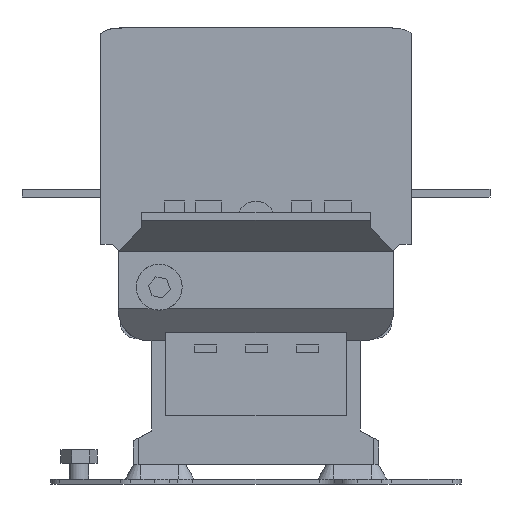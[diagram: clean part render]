
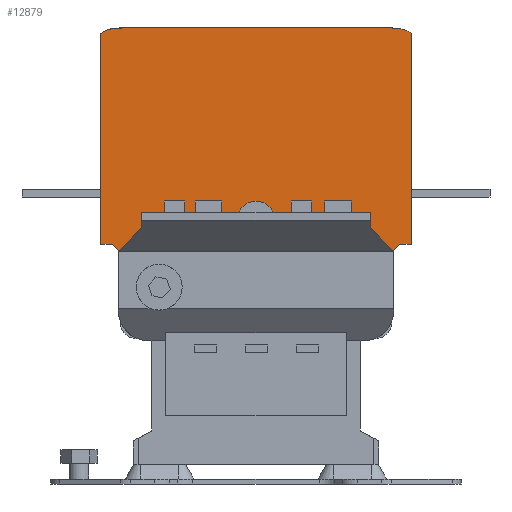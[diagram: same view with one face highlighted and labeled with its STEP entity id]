
A CAD part, front view. The second image highlights one B-rep face of the part: STEP entity #12879.
In plain terms, the highlighted planar face has unit normal (0, -1, 0).
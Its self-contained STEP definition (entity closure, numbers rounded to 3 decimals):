
#906 = CARTESIAN_POINT ( 'NONE',  ( -79., -305.627, 122. ) ) ;
#925 = LINE ( 'NONE', #12298, #22039 ) ;
#959 = VERTEX_POINT ( 'NONE', #5788 ) ;
#1129 = DIRECTION ( 'NONE',  ( 1., 0., 0. ) ) ;
#1282 = CARTESIAN_POINT ( 'NONE',  ( -58., -305.627, 130.359 ) ) ;
#1368 = VECTOR ( 'NONE', #17905, 1000. ) ;
#2865 = EDGE_CURVE ( 'NONE', #959, #14742, #13618, .T. ) ;
#2932 = DIRECTION ( 'NONE',  ( -1., 0., 0. ) ) ;
#3015 = LINE ( 'NONE', #5076, #12335 ) ;
#3038 = ORIENTED_EDGE ( 'NONE', *, *, #12682, .T. ) ;
#3067 = LINE ( 'NONE', #24152, #13921 ) ;
#3154 = VECTOR ( 'NONE', #20542, 1000. ) ;
#3191 = CARTESIAN_POINT ( 'NONE',  ( -67.532, -305.627, 232. ) ) ;
#3425 = CARTESIAN_POINT ( 'NONE',  ( -79., -305.627, 122. ) ) ;
#3494 = VERTEX_POINT ( 'NONE', #22264 ) ;
#4843 = CARTESIAN_POINT ( 'NONE',  ( -69.679, -305.627, 118.679 ) ) ;
#5020 = DIRECTION ( 'NONE',  ( 0., 1., 0. ) ) ;
#5076 = CARTESIAN_POINT ( 'NONE',  ( 0., -305.627, 138. ) ) ;
#5788 = CARTESIAN_POINT ( 'NONE',  ( 67.532, -305.627, 232. ) ) ;
#5856 = EDGE_CURVE ( 'NONE', #21735, #13115, #9673, .T. ) ;
#5951 = VERTEX_POINT ( 'NONE', #12801 ) ;
#6229 = ORIENTED_EDGE ( 'NONE', *, *, #15864, .F. ) ;
#6537 = VECTOR ( 'NONE', #2932, 1000. ) ;
#6553 = CIRCLE ( 'NONE', #11873, 9.671 ) ;
#6637 = B_SPLINE_CURVE_WITH_KNOTS ( 'NONE', 2,
 ( #10778, #16847, #10952 ),
 .UNSPECIFIED., .F., .F.,
 ( 3, 3 ),
 ( 0., 1. ),
 .UNSPECIFIED. ) ;
#6644 = VERTEX_POINT ( 'NONE', #15931 ) ;
#6645 = ORIENTED_EDGE ( 'NONE', *, *, #24135, .T. ) ;
#6821 = CARTESIAN_POINT ( 'NONE',  ( 0., -305.627, 134.179 ) ) ;
#6964 = EDGE_CURVE ( 'NONE', #24471, #6644, #16152, .T. ) ;
#7049 = ORIENTED_EDGE ( 'NONE', *, *, #16239, .F. ) ;
#7579 = EDGE_CURVE ( 'NONE', #14742, #19571, #22024, .T. ) ;
#7753 = ORIENTED_EDGE ( 'NONE', *, *, #18969, .F. ) ;
#8083 = VERTEX_POINT ( 'NONE', #10904 ) ;
#8174 = VECTOR ( 'NONE', #17421, 1000. ) ;
#8225 = CARTESIAN_POINT ( 'NONE',  ( 79., -305.627, 212. ) ) ;
#8463 = CARTESIAN_POINT ( 'NONE',  ( -58., -305.627, 138. ) ) ;
#8801 = ORIENTED_EDGE ( 'NONE', *, *, #11018, .F. ) ;
#9047 = EDGE_CURVE ( 'NONE', #17372, #5951, #3015, .T. ) ;
#9243 = DIRECTION ( 'NONE',  ( -0.707, 0., 0.707 ) ) ;
#9316 = CARTESIAN_POINT ( 'NONE',  ( 58., -305.627, 130.359 ) ) ;
#9622 = CARTESIAN_POINT ( 'NONE',  ( -67.532, -305.627, 232. ) ) ;
#9673 = LINE ( 'NONE', #8225, #3154 ) ;
#9707 = ORIENTED_EDGE ( 'NONE', *, *, #19540, .T. ) ;
#10138 = CARTESIAN_POINT ( 'NONE',  ( 79., -305.627, 122. ) ) ;
#10220 = CARTESIAN_POINT ( 'NONE',  ( -58., -305.627, 138. ) ) ;
#10590 = LINE ( 'NONE', #906, #6537 ) ;
#10637 = EDGE_CURVE ( 'NONE', #11141, #24471, #18909, .T. ) ;
#10778 = CARTESIAN_POINT ( 'NONE',  ( 79., -305.627, 228.991 ) ) ;
#10900 = CARTESIAN_POINT ( 'NONE',  ( -79., -305.627, 228.991 ) ) ;
#10904 = CARTESIAN_POINT ( 'NONE',  ( -58., -305.627, 130.359 ) ) ;
#10952 = CARTESIAN_POINT ( 'NONE',  ( 67.532, -305.627, 232. ) ) ;
#11018 = EDGE_CURVE ( 'NONE', #13203, #8083, #21052, .T. ) ;
#11141 = VERTEX_POINT ( 'NONE', #17021 ) ;
#11456 = CARTESIAN_POINT ( 'NONE',  ( -76.197, -305.627, 232. ) ) ;
#11873 = AXIS2_PLACEMENT_3D ( 'NONE', #6821, #5020, #24903 ) ;
#12298 = CARTESIAN_POINT ( 'NONE',  ( -79., -305.627, 212. ) ) ;
#12334 = DIRECTION ( 'NONE',  ( 1., 0., 0. ) ) ;
#12335 = VECTOR ( 'NONE', #1129, 1000. ) ;
#12364 = ORIENTED_EDGE ( 'NONE', *, *, #6964, .F. ) ;
#12500 = CARTESIAN_POINT ( 'NONE',  ( 0., -305.627, 138. ) ) ;
#12561 = EDGE_CURVE ( 'NONE', #6644, #5951, #3067, .T. ) ;
#12682 = EDGE_CURVE ( 'NONE', #13203, #20911, #25338, .T. ) ;
#12801 = CARTESIAN_POINT ( 'NONE',  ( 58., -305.627, 138. ) ) ;
#12879 = ADVANCED_FACE ( 'NONE', ( #24718 ), #23019, .F. ) ;
#13076 = DIRECTION ( 'NONE',  ( -0.707, 0., 0.707 ) ) ;
#13102 = ORIENTED_EDGE ( 'NONE', *, *, #23232, .F. ) ;
#13115 = VERTEX_POINT ( 'NONE', #10138 ) ;
#13193 = CARTESIAN_POINT ( 'NONE',  ( -79., -305.627, 212. ) ) ;
#13203 = VERTEX_POINT ( 'NONE', #10220 ) ;
#13205 = CARTESIAN_POINT ( 'NONE',  ( -79., -305.627, 228.991 ) ) ;
#13275 = DIRECTION ( 'NONE',  ( 0., 0., -1. ) ) ;
#13618 = LINE ( 'NONE', #25278, #13944 ) ;
#13717 = LINE ( 'NONE', #24720, #14664 ) ;
#13921 = VECTOR ( 'NONE', #24421, 1000. ) ;
#13944 = VECTOR ( 'NONE', #20058, 1000. ) ;
#14207 = DIRECTION ( 'NONE',  ( 0., 0., -1. ) ) ;
#14265 = ORIENTED_EDGE ( 'NONE', *, *, #9047, .T. ) ;
#14577 = ORIENTED_EDGE ( 'NONE', *, *, #10637, .F. ) ;
#14664 = VECTOR ( 'NONE', #13076, 1000. ) ;
#14742 = VERTEX_POINT ( 'NONE', #3191 ) ;
#15370 = EDGE_LOOP ( 'NONE', ( #24780, #16103, #6645, #6229, #7753, #13102, #8801, #3038, #9707, #14265, #17568, #12364, #14577, #7049, #15781, #20607 ) ) ;
#15781 = ORIENTED_EDGE ( 'NONE', *, *, #5856, .F. ) ;
#15864 = EDGE_CURVE ( 'NONE', #3494, #19018, #10590, .T. ) ;
#15931 = CARTESIAN_POINT ( 'NONE',  ( 58., -305.627, 130.359 ) ) ;
#16103 = ORIENTED_EDGE ( 'NONE', *, *, #7579, .T. ) ;
#16152 = LINE ( 'NONE', #9316, #18620 ) ;
#16167 = DIRECTION ( 'NONE',  ( 0., 0., -1. ) ) ;
#16239 = EDGE_CURVE ( 'NONE', #13115, #11141, #19684, .T. ) ;
#16817 = DIRECTION ( 'NONE',  ( -0.707, 0., -0.707 ) ) ;
#16847 = CARTESIAN_POINT ( 'NONE',  ( 76.197, -305.627, 232. ) ) ;
#17021 = CARTESIAN_POINT ( 'NONE',  ( 73., -305.627, 122. ) ) ;
#17372 = VERTEX_POINT ( 'NONE', #25395 ) ;
#17421 = DIRECTION ( 'NONE',  ( -0.707, 0., -0.707 ) ) ;
#17568 = ORIENTED_EDGE ( 'NONE', *, *, #12561, .F. ) ;
#17905 = DIRECTION ( 'NONE',  ( -1., 0., 0. ) ) ;
#18620 = VECTOR ( 'NONE', #9243, 1000. ) ;
#18676 = LINE ( 'NONE', #1282, #8174 ) ;
#18909 = LINE ( 'NONE', #22930, #22008 ) ;
#18969 = EDGE_CURVE ( 'NONE', #24274, #3494, #13717, .T. ) ;
#19018 = VERTEX_POINT ( 'NONE', #3425 ) ;
#19540 = EDGE_CURVE ( 'NONE', #20911, #17372, #6553, .T. ) ;
#19571 = VERTEX_POINT ( 'NONE', #10900 ) ;
#19684 = LINE ( 'NONE', #21839, #1368 ) ;
#19992 = CARTESIAN_POINT ( 'NONE',  ( 79., -305.627, 228.991 ) ) ;
#20058 = DIRECTION ( 'NONE',  ( -1., 0., 0. ) ) ;
#20542 = DIRECTION ( 'NONE',  ( 0., 0., -1. ) ) ;
#20607 = ORIENTED_EDGE ( 'NONE', *, *, #21399, .T. ) ;
#20681 = VECTOR ( 'NONE', #12334, 1000. ) ;
#20911 = VERTEX_POINT ( 'NONE', #25405 ) ;
#21052 = LINE ( 'NONE', #8463, #23218 ) ;
#21399 = EDGE_CURVE ( 'NONE', #21735, #959, #6637, .T. ) ;
#21735 = VERTEX_POINT ( 'NONE', #19992 ) ;
#21839 = CARTESIAN_POINT ( 'NONE',  ( -79., -305.627, 122. ) ) ;
#22008 = VECTOR ( 'NONE', #16817, 1000. ) ;
#22024 = B_SPLINE_CURVE_WITH_KNOTS ( 'NONE', 2,
 ( #9622, #11456, #13205 ),
 .UNSPECIFIED., .F., .F.,
 ( 3, 3 ),
 ( 0., 1. ),
 .UNSPECIFIED. ) ;
#22039 = VECTOR ( 'NONE', #14207, 1000. ) ;
#22264 = CARTESIAN_POINT ( 'NONE',  ( -73., -305.627, 122. ) ) ;
#22930 = CARTESIAN_POINT ( 'NONE',  ( 42., -305.627, 91. ) ) ;
#23019 = PLANE ( 'NONE',  #23403 ) ;
#23218 = VECTOR ( 'NONE', #16167, 1000. ) ;
#23232 = EDGE_CURVE ( 'NONE', #8083, #24274, #18676, .T. ) ;
#23264 = DIRECTION ( 'NONE',  ( 0., 1., 0. ) ) ;
#23403 = AXIS2_PLACEMENT_3D ( 'NONE', #13193, #23264, #13275 ) ;
#24135 = EDGE_CURVE ( 'NONE', #19571, #19018, #925, .T. ) ;
#24152 = CARTESIAN_POINT ( 'NONE',  ( 58., -305.627, 133. ) ) ;
#24274 = VERTEX_POINT ( 'NONE', #4843 ) ;
#24421 = DIRECTION ( 'NONE',  ( 0., 0., 1. ) ) ;
#24471 = VERTEX_POINT ( 'NONE', #25062 ) ;
#24718 = FACE_OUTER_BOUND ( 'NONE', #15370, .T. ) ;
#24720 = CARTESIAN_POINT ( 'NONE',  ( -121., -305.627, 170. ) ) ;
#24780 = ORIENTED_EDGE ( 'NONE', *, *, #2865, .T. ) ;
#24903 = DIRECTION ( 'NONE',  ( 0., 0., -1. ) ) ;
#25062 = CARTESIAN_POINT ( 'NONE',  ( 69.679, -305.627, 118.679 ) ) ;
#25278 = CARTESIAN_POINT ( 'NONE',  ( 0., -305.627, 232. ) ) ;
#25338 = LINE ( 'NONE', #12500, #20681 ) ;
#25395 = CARTESIAN_POINT ( 'NONE',  ( 8.884, -305.627, 138. ) ) ;
#25405 = CARTESIAN_POINT ( 'NONE',  ( -8.884, -305.627, 138. ) ) ;
